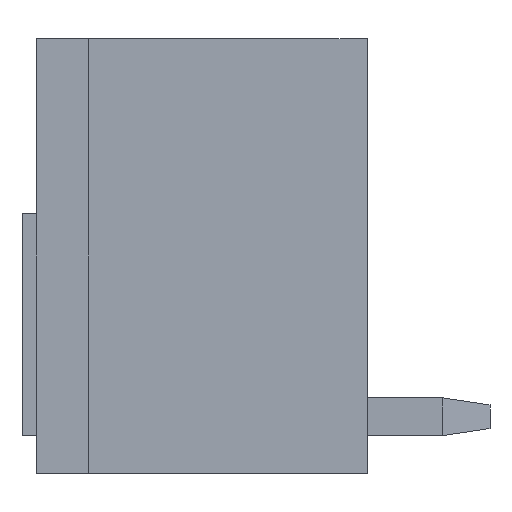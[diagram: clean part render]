
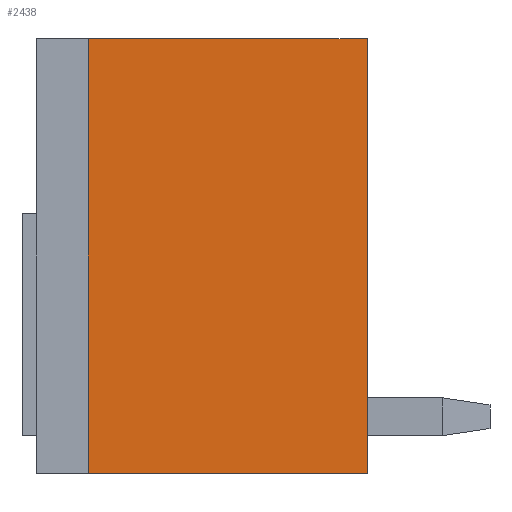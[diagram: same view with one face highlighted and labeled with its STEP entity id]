
A CAD part, left-side view. The second image highlights one B-rep face of the part: STEP entity #2438.
In plain terms, the highlighted planar face has unit normal (-1, 0, 0).
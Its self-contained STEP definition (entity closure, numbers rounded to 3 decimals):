
#660=ORIENTED_EDGE('',*,*,#915,.T.);
#661=ORIENTED_EDGE('',*,*,#937,.T.);
#662=ORIENTED_EDGE('',*,*,#910,.T.);
#663=ORIENTED_EDGE('',*,*,#1049,.T.);
#910=EDGE_CURVE('',#1221,#1220,#1449,.T.);
#915=EDGE_CURVE('',#1226,#1225,#1453,.T.);
#937=EDGE_CURVE('',#1225,#1221,#1475,.T.);
#1049=EDGE_CURVE('',#1220,#1226,#1574,.T.);
#1220=VERTEX_POINT('',#3637);
#1221=VERTEX_POINT('',#3639);
#1225=VERTEX_POINT('',#3648);
#1226=VERTEX_POINT('',#3650);
#1449=LINE('',#3638,#1740);
#1453=LINE('',#3649,#1744);
#1475=LINE('',#3687,#1766);
#1574=LINE('',#3931,#1865);
#1740=VECTOR('',#2908,1000.);
#1744=VECTOR('',#2916,1000.);
#1766=VECTOR('',#2950,1000.);
#1865=VECTOR('',#3227,1000.);
#2031=EDGE_LOOP('',(#660,#661,#662,#663));
#2194=FACE_BOUND('',#2031,.T.);
#2315=PLANE('',#2666);
#2438=ADVANCED_FACE('',(#2194),#2315,.T.);
#2666=AXIS2_PLACEMENT_3D('',#3932,#3228,#3229);
#2908=DIRECTION('',(0.,1.,0.));
#2916=DIRECTION('',(0.,-1.,0.));
#2950=DIRECTION('',(0.,0.,1.));
#3227=DIRECTION('',(0.,0.,-1.));
#3228=DIRECTION('',(-1.,0.,0.));
#3229=DIRECTION('',(0.,0.,1.));
#3637=CARTESIAN_POINT('',(-4.5,5.9,9.2));
#3638=CARTESIAN_POINT('',(-4.5,0.,9.2));
#3639=CARTESIAN_POINT('',(-4.5,0.,9.2));
#3648=CARTESIAN_POINT('',(-4.5,0.,0.));
#3649=CARTESIAN_POINT('',(-4.5,5.9,0.));
#3650=CARTESIAN_POINT('',(-4.5,5.9,0.));
#3687=CARTESIAN_POINT('',(-4.5,0.,0.));
#3931=CARTESIAN_POINT('',(-4.5,5.9,9.2));
#3932=CARTESIAN_POINT('',(-4.5,0.,0.));
